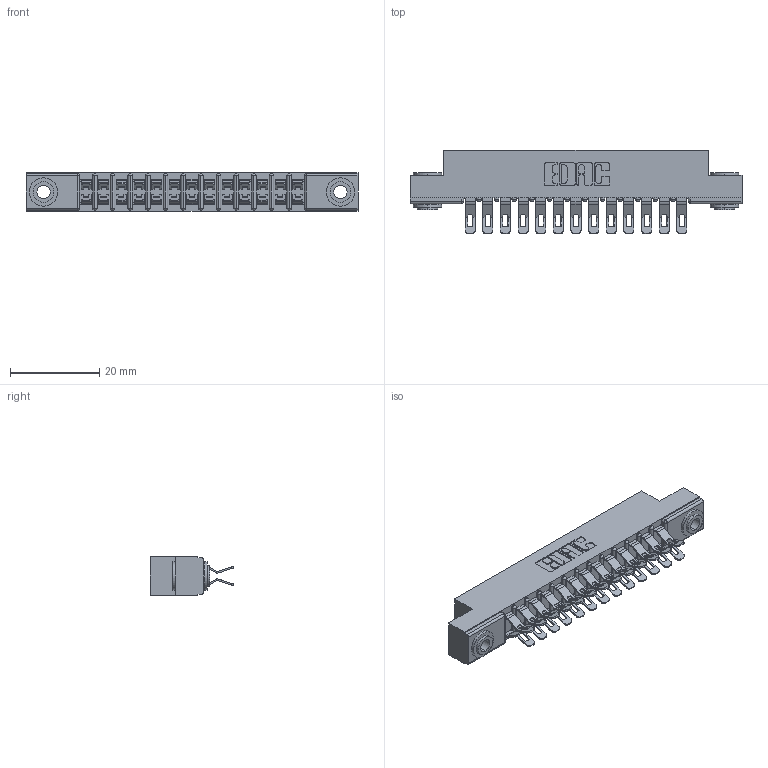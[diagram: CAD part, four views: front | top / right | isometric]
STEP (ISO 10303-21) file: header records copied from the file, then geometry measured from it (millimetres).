
FILE_DESCRIPTION (( 'STEP AP203' ), '1' );
FILE_NAME ('357-026-455-203.STEP', '2020-10-03T02:44:42', ( '' ), ( '' ), 'SwSTEP 2.0', 'SolidWorks 2020', '' );
FILE_SCHEMA (( 'CONFIG_CONTROL_DESIGN' ));
Length unit declared in the file: inch
Products named in the file (4): 345-250-002_345-250-002-102; 307-290-001_555; 307 Part_.156 Dia Mounting Holes; 357-026-455-203
Assembly tree (29 placements, depth 2):
  357-026-455-203
    307 Part_.156 Dia Mounting Holes
    307-290-001_555  x26
    345-250-002_345-250-002-102  x2
Bounding box: 74.52 x 18.75 x 8.71 mm (x, y, z)
Volume: 4954.4 mm3; surface area: 8956.5 mm2
Topology: 29 solids, 29 shells, 1770 faces, 5141 edges, 3350 vertices
Faces by surface type: plane 978, cylinder 756, sphere 28, cone 8
Entity records: 16738 total; most frequent: CARTESIAN_POINT 2734, DIRECTION 2712, ORIENTED_EDGE 2700, EDGE_CURVE 1350, LINE 1004, VECTOR 1004, VERTEX_POINT 876, AXIS2_PLACEMENT_3D 854
